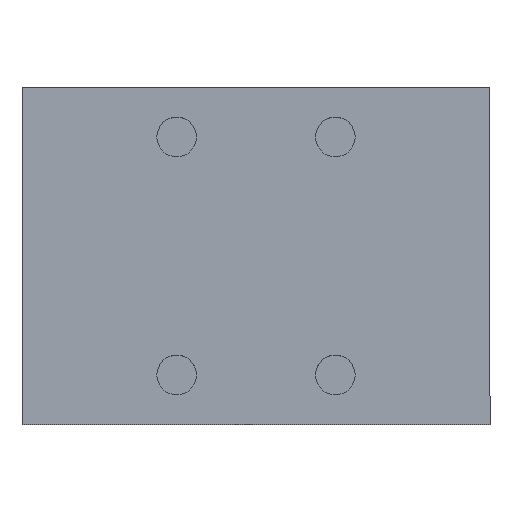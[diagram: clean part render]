
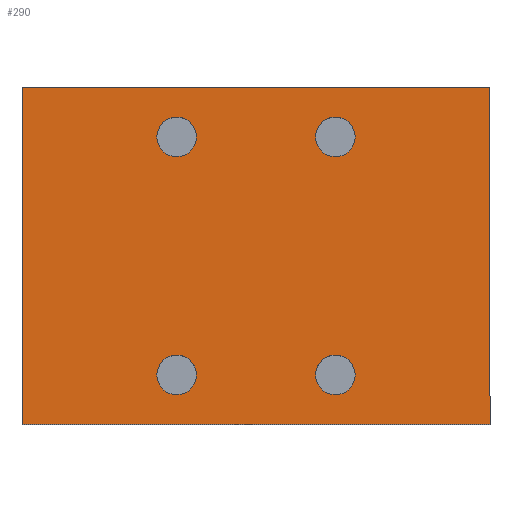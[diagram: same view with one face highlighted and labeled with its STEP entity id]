
A CAD part, top view. The second image highlights one B-rep face of the part: STEP entity #290.
In plain terms, the highlighted planar face has unit normal (0, 0, 1).
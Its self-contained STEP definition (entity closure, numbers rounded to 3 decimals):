
#15=FACE_BOUND('',#67,.T.);
#16=FACE_BOUND('',#68,.T.);
#17=FACE_BOUND('',#69,.T.);
#18=FACE_BOUND('',#70,.T.);
#19=CIRCLE('',#312,1.);
#21=CIRCLE('',#316,1.);
#23=CIRCLE('',#320,1.);
#25=CIRCLE('',#324,1.);
#48=FACE_OUTER_BOUND('',#66,.T.);
#66=EDGE_LOOP('',(#251,#252,#253,#254));
#67=EDGE_LOOP('',(#255));
#68=EDGE_LOOP('',(#256));
#69=EDGE_LOOP('',(#257));
#70=EDGE_LOOP('',(#258));
#83=LINE('',#441,#111);
#95=LINE('',#485,#123);
#97=LINE('',#488,#125);
#98=LINE('',#490,#126);
#111=VECTOR('',#353,10.);
#123=VECTOR('',#403,10.);
#125=VECTOR('',#407,10.);
#126=VECTOR('',#410,10.);
#136=VERTEX_POINT('',#438);
#137=VERTEX_POINT('',#440);
#141=VERTEX_POINT('',#454);
#143=VERTEX_POINT('',#461);
#145=VERTEX_POINT('',#468);
#147=VERTEX_POINT('',#475);
#149=VERTEX_POINT('',#482);
#150=VERTEX_POINT('',#484);
#163=EDGE_CURVE('',#136,#137,#83,.T.);
#170=EDGE_CURVE('',#141,#141,#19,.T.);
#173=EDGE_CURVE('',#143,#143,#21,.T.);
#176=EDGE_CURVE('',#145,#145,#23,.T.);
#179=EDGE_CURVE('',#147,#147,#25,.T.);
#183=EDGE_CURVE('',#149,#150,#95,.T.);
#185=EDGE_CURVE('',#137,#149,#97,.T.);
#186=EDGE_CURVE('',#150,#136,#98,.T.);
#251=ORIENTED_EDGE('',*,*,#186,.F.);
#252=ORIENTED_EDGE('',*,*,#183,.F.);
#253=ORIENTED_EDGE('',*,*,#185,.F.);
#254=ORIENTED_EDGE('',*,*,#163,.F.);
#255=ORIENTED_EDGE('',*,*,#170,.T.);
#256=ORIENTED_EDGE('',*,*,#173,.T.);
#257=ORIENTED_EDGE('',*,*,#176,.T.);
#258=ORIENTED_EDGE('',*,*,#179,.T.);
#272=PLANE('',#330);
#290=ADVANCED_FACE('',(#48,#15,#16,#17,#18),#272,.T.);
#312=AXIS2_PLACEMENT_3D('',#455,#366,#367);
#316=AXIS2_PLACEMENT_3D('',#462,#375,#376);
#320=AXIS2_PLACEMENT_3D('',#469,#384,#385);
#324=AXIS2_PLACEMENT_3D('',#476,#393,#394);
#330=AXIS2_PLACEMENT_3D('',#491,#411,#412);
#353=DIRECTION('',(0.,-1.,0.));
#366=DIRECTION('center_axis',(0.,0.,-1.));
#367=DIRECTION('ref_axis',(-1.,0.,0.));
#375=DIRECTION('center_axis',(0.,0.,-1.));
#376=DIRECTION('ref_axis',(-1.,0.,0.));
#384=DIRECTION('center_axis',(0.,0.,-1.));
#385=DIRECTION('ref_axis',(-1.,0.,0.));
#393=DIRECTION('center_axis',(0.,0.,-1.));
#394=DIRECTION('ref_axis',(-1.,0.,0.));
#403=DIRECTION('',(0.,1.,0.));
#407=DIRECTION('',(-1.,0.,0.));
#410=DIRECTION('',(1.,0.,0.));
#411=DIRECTION('center_axis',(0.,0.,1.));
#412=DIRECTION('ref_axis',(1.,0.,0.));
#438=CARTESIAN_POINT('',(5.8,-4.2,29.562));
#440=CARTESIAN_POINT('',(5.8,-21.2,29.562));
#441=CARTESIAN_POINT('',(5.8,-4.2,29.562));
#454=CARTESIAN_POINT('',(-1.,-6.7,29.562));
#455=CARTESIAN_POINT('Origin',(-2.,-6.7,29.562));
#461=CARTESIAN_POINT('',(-1.,-18.7,29.562));
#462=CARTESIAN_POINT('Origin',(-2.,-18.7,29.562));
#468=CARTESIAN_POINT('',(-9.,-6.7,29.562));
#469=CARTESIAN_POINT('Origin',(-10.,-6.7,29.562));
#475=CARTESIAN_POINT('',(-9.,-18.7,29.562));
#476=CARTESIAN_POINT('Origin',(-10.,-18.7,29.562));
#482=CARTESIAN_POINT('',(-17.8,-21.2,29.562));
#484=CARTESIAN_POINT('',(-17.8,-4.2,29.562));
#485=CARTESIAN_POINT('',(-17.8,-21.2,29.562));
#488=CARTESIAN_POINT('',(5.8,-21.2,29.562));
#490=CARTESIAN_POINT('',(-17.8,-4.2,29.562));
#491=CARTESIAN_POINT('Origin',(-6.,-12.7,29.562));
